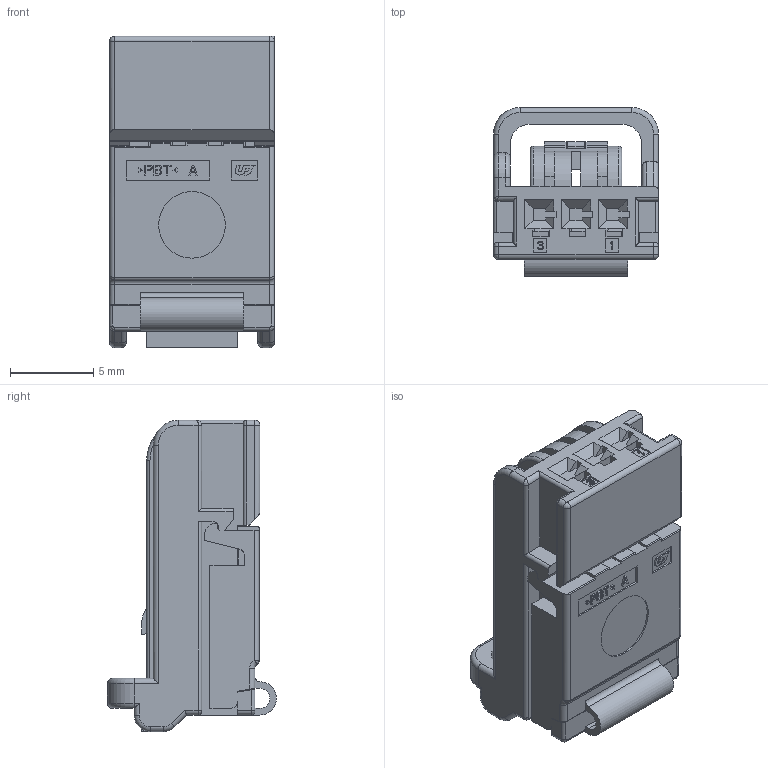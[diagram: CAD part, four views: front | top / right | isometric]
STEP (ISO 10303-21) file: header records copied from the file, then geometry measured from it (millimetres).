
FILE_DESCRIPTION((''),'2;1');
FILE_NAME('025_D_3F_HSG_B_LOCK','2023-01-04T14:11:20',('jhryu'),(''),'CREO PARAMETRIC BY PTC INC, 2017380','CREO PARAMETRIC BY PTC INC, 2017380','');
FILE_SCHEMA(('CONFIG_CONTROL_DESIGN'));
Length unit declared in the file: millimetre
Products named in the file (1): 025_D_3F_HSG_B_LOCK
Bounding box: 9.9 x 10.15 x 18.7 mm (x, y, z)
Volume: 792.9 mm3; surface area: 1707.9 mm2
Topology: 1 solids, 1 shells, 762 faces, 2153 edges, 1393 vertices
Faces by surface type: plane 582, cylinder 151, torus 18, bspline 9, sphere 2
Entity records: 24701 total; most frequent: CARTESIAN_POINT 4890, ORIENTED_EDGE 4306, DIRECTION 3838, EDGE_CURVE 2153, VECTOR 1832, LINE 1832, VERTEX_POINT 1393, AXIS2_PLACEMENT_3D 1003
